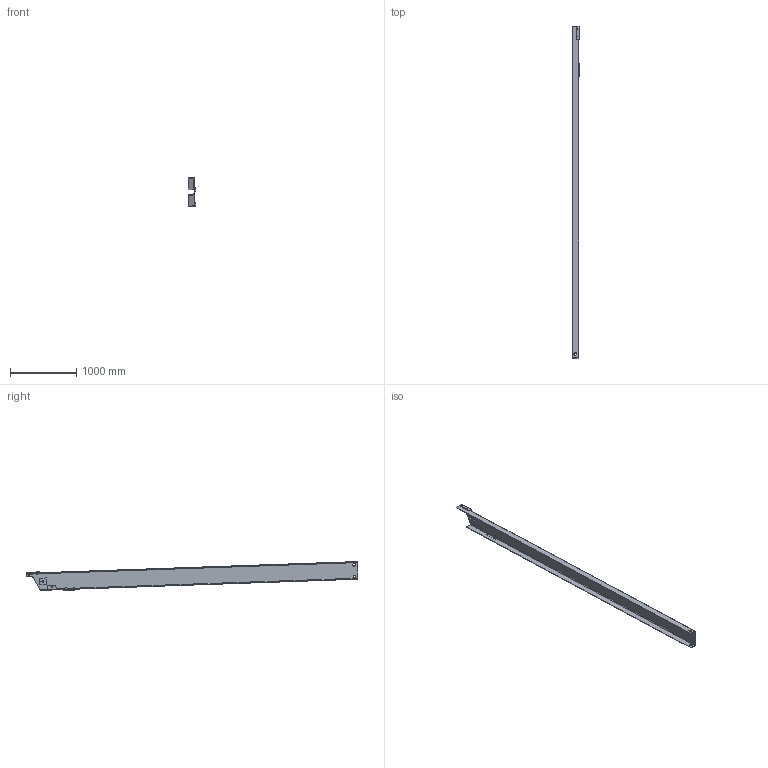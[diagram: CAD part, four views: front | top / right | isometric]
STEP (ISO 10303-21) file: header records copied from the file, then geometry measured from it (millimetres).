
FILE_DESCRIPTION( ( '' ), ' ' );
FILE_NAME( '5d3f69a3e70ef91503fc627b.step', '2019-07-29T21:48:19', ( '' ), ( '' ), ' ', ' ', ' ' );
FILE_SCHEMA( ( 'AUTOMOTIVE_DESIGN { 1 0 10303 214 1 1 1 1 }' ) );
Length unit declared in the file: metre
Products named in the file (1): Mid Beam L
Bounding box: 113.05 x 5010.07 x 435.43 mm (x, y, z)
Volume: 14394414 mm3; surface area: 4431601.2 mm2
Topology: 1 solids, 1 shells, 80 faces, 214 edges, 138 vertices
Faces by surface type: plane 66, cylinder 14
Full cylindrical faces by diameter (mm): 12.7 x8, 19.05 x1, 40 x4
Entity records: 3075 total; most frequent: CARTESIAN_POINT 416, ORIENTED_EDGE 398, DIRECTION 389, EDGE_CURVE 199, LINE 171, VECTOR 171, VERTEX_POINT 136, EDGE_LOOP 119
